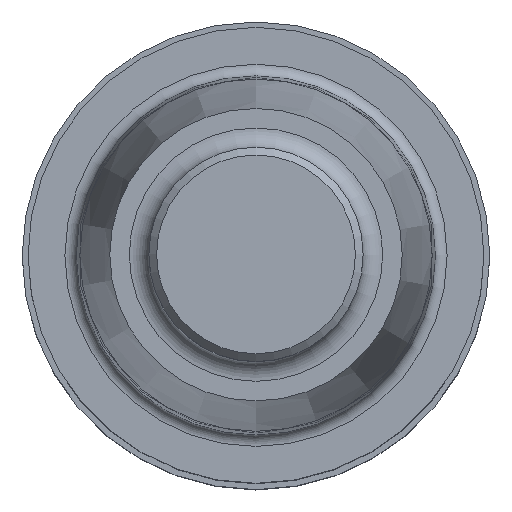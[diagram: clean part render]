
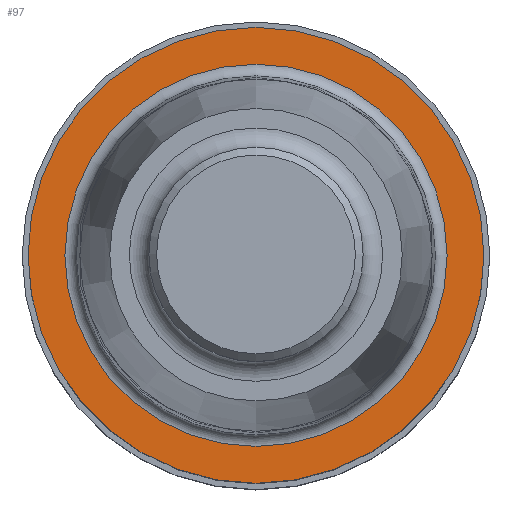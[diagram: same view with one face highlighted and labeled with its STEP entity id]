
A CAD part, top view. The second image highlights one B-rep face of the part: STEP entity #97.
In plain terms, the highlighted planar face has unit normal (0, 0, 1).
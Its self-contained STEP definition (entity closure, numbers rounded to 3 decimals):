
#75=FACE_BOUND('',#133,.T.);
#76=FACE_BOUND('',#134,.T.);
#97=ADVANCED_FACE('',(#75,#76),#109,.F.);
#109=PLANE('',#294);
#133=EDGE_LOOP('',(#165));
#134=EDGE_LOOP('',(#166));
#165=ORIENTED_EDGE('',*,*,#206,.T.);
#166=ORIENTED_EDGE('',*,*,#205,.T.);
#189=VERTEX_POINT('',#433);
#190=VERTEX_POINT('',#436);
#205=EDGE_CURVE('',#189,#189,#221,.T.);
#206=EDGE_CURVE('',#190,#190,#222,.T.);
#221=CIRCLE('',#291,4.904);
#222=CIRCLE('',#293,5.85);
#291=AXIS2_PLACEMENT_3D('',#432,#346,#347);
#293=AXIS2_PLACEMENT_3D('',#435,#350,#351);
#294=AXIS2_PLACEMENT_3D('',#437,#352,#353);
#346=DIRECTION('',(0.,0.,-1.));
#347=DIRECTION('',(0.,-1.,0.));
#350=DIRECTION('',(0.,0.,1.));
#351=DIRECTION('',(-1.,0.,0.));
#352=DIRECTION('',(0.,0.,-1.));
#353=DIRECTION('',(-1.,0.,0.));
#432=CARTESIAN_POINT('',(0.,0.,0.));
#433=CARTESIAN_POINT('',(0.,-4.904,0.));
#435=CARTESIAN_POINT('',(0.,0.,0.));
#436=CARTESIAN_POINT('',(-5.85,0.,0.));
#437=CARTESIAN_POINT('',(0.,-5.85,0.));
